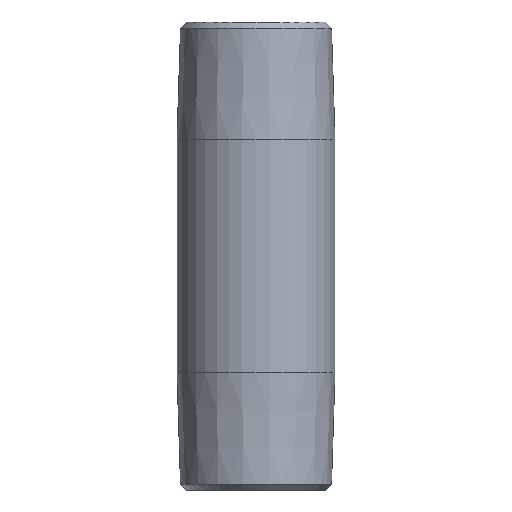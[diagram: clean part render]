
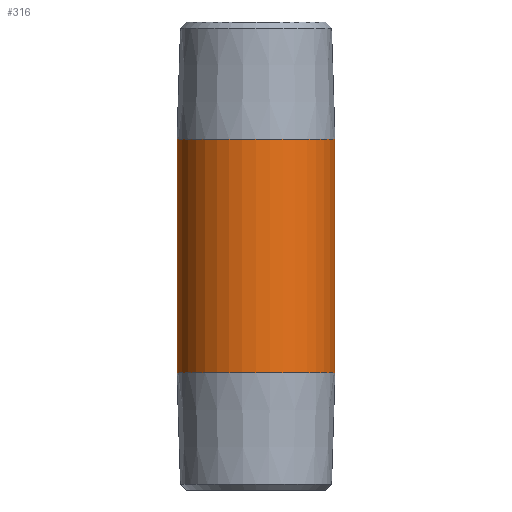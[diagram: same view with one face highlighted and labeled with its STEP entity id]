
A CAD part, front view. The second image highlights one B-rep face of the part: STEP entity #316.
In plain terms, the highlighted cylindrical face has radius 8.572 mm (diameter 17.145 mm), a partial arc.
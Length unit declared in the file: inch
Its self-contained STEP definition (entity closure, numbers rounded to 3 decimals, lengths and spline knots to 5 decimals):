
#15 = CARTESIAN_POINT ( 'NONE',  ( 0., 0., 2. ) ) ;
#44 = CARTESIAN_POINT ( 'NONE',  ( -0.3375, 0., 1.5 ) ) ;
#61 = CARTESIAN_POINT ( 'NONE',  ( 0., 0., 1.5 ) ) ;
#75 = DIRECTION ( 'NONE',  ( 0., 0., -1. ) ) ;
#79 = VECTOR ( 'NONE', #155, 39.37008 ) ;
#89 = ORIENTED_EDGE ( 'NONE', *, *, #307, .F. ) ;
#93 = FACE_OUTER_BOUND ( 'NONE', #302, .T. ) ;
#113 = LINE ( 'NONE', #286, #79 ) ;
#114 = EDGE_CURVE ( 'NONE', #134, #432, #113, .T. ) ;
#128 = CARTESIAN_POINT ( 'NONE',  ( 0.3375, 0., 0.5 ) ) ;
#132 = EDGE_CURVE ( 'NONE', #280, #432, #234, .T. ) ;
#134 = VERTEX_POINT ( 'NONE', #44 ) ;
#136 = DIRECTION ( 'NONE',  ( -1., 0., 0. ) ) ;
#155 = DIRECTION ( 'NONE',  ( 0., 0., -1. ) ) ;
#156 = AXIS2_PLACEMENT_3D ( 'NONE', #61, #207, #327 ) ;
#206 = CIRCLE ( 'NONE', #156, 0.3375 ) ;
#207 = DIRECTION ( 'NONE',  ( 0., 0., -1. ) ) ;
#208 = ORIENTED_EDGE ( 'NONE', *, *, #114, .T. ) ;
#234 = CIRCLE ( 'NONE', #379, 0.3375 ) ;
#272 = CARTESIAN_POINT ( 'NONE',  ( 0.3375, 0., 2. ) ) ;
#275 = CYLINDRICAL_SURFACE ( 'NONE', #472, 0.3375 ) ;
#280 = VERTEX_POINT ( 'NONE', #128 ) ;
#284 = ORIENTED_EDGE ( 'NONE', *, *, #132, .F. ) ;
#286 = CARTESIAN_POINT ( 'NONE',  ( -0.3375, 0., 2. ) ) ;
#302 = EDGE_LOOP ( 'NONE', ( #89, #504, #208, #284 ) ) ;
#307 = EDGE_CURVE ( 'NONE', #435, #280, #481, .T. ) ;
#316 = ADVANCED_FACE ( 'NONE', ( #93 ), #275, .T. ) ;
#320 = CARTESIAN_POINT ( 'NONE',  ( 0.3375, 0., 1.5 ) ) ;
#322 = DIRECTION ( 'NONE',  ( 0., 0., -1. ) ) ;
#327 = DIRECTION ( 'NONE',  ( -1., 0., 0. ) ) ;
#351 = DIRECTION ( 'NONE',  ( -1., 0., 0. ) ) ;
#372 = CARTESIAN_POINT ( 'NONE',  ( 0., 0., 0.5 ) ) ;
#379 = AXIS2_PLACEMENT_3D ( 'NONE', #372, #75, #351 ) ;
#399 = DIRECTION ( 'NONE',  ( 0., 0., -1. ) ) ;
#432 = VERTEX_POINT ( 'NONE', #479 ) ;
#435 = VERTEX_POINT ( 'NONE', #320 ) ;
#472 = AXIS2_PLACEMENT_3D ( 'NONE', #15, #322, #136 ) ;
#479 = CARTESIAN_POINT ( 'NONE',  ( -0.3375, 0., 0.5 ) ) ;
#481 = LINE ( 'NONE', #272, #538 ) ;
#504 = ORIENTED_EDGE ( 'NONE', *, *, #537, .T. ) ;
#537 = EDGE_CURVE ( 'NONE', #435, #134, #206, .T. ) ;
#538 = VECTOR ( 'NONE', #399, 39.37008 ) ;
